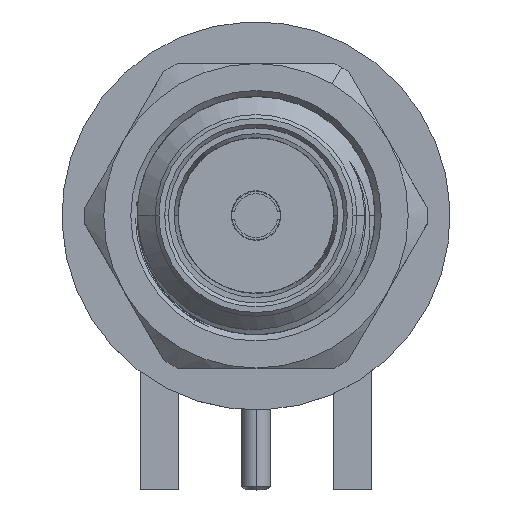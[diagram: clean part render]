
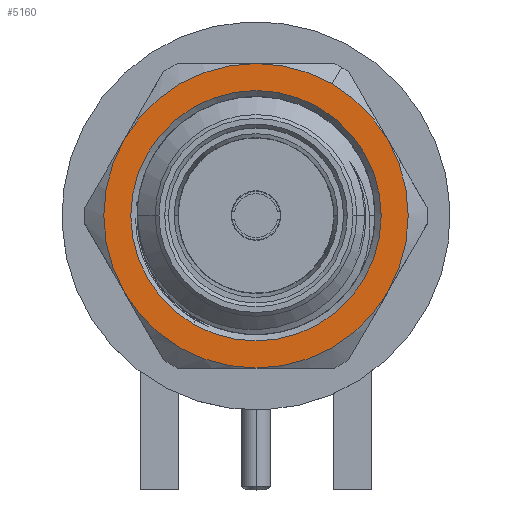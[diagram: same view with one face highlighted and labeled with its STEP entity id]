
A CAD part, top view. The second image highlights one B-rep face of the part: STEP entity #5160.
In plain terms, the highlighted planar face has unit normal (0, 0, 1).
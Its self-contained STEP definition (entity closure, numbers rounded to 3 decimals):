
#307 = EDGE_CURVE ( 'NONE', #12901, #20967, #406, .T. ) ;
#406 = CIRCLE ( 'NONE', #16008, 4. ) ;
#577 = DIRECTION ( 'NONE',  ( -0.5, -0.866, 0. ) ) ;
#910 = DIRECTION ( 'NONE',  ( 0., 0., -1. ) ) ;
#1519 = VERTEX_POINT ( 'NONE', #14261 ) ;
#1615 = DIRECTION ( 'NONE',  ( 0.5, 0.866, 0. ) ) ;
#1738 = DIRECTION ( 'NONE',  ( 0.5, 0.866, 0. ) ) ;
#1774 = CARTESIAN_POINT ( 'NONE',  ( -3.464, 2., 16.095 ) ) ;
#2463 = AXIS2_PLACEMENT_3D ( 'NONE', #14024, #910, #12353 ) ;
#2504 = CIRCLE ( 'NONE', #14923, 4. ) ;
#2693 = ORIENTED_EDGE ( 'NONE', *, *, #307, .F. ) ;
#3012 = AXIS2_PLACEMENT_3D ( 'NONE', #14855, #18167, #14421 ) ;
#3031 = ORIENTED_EDGE ( 'NONE', *, *, #8877, .T. ) ;
#3605 = CARTESIAN_POINT ( 'NONE',  ( 0., 0., 16.095 ) ) ;
#3650 = DIRECTION ( 'NONE',  ( 0., 0., -1. ) ) ;
#3923 = CARTESIAN_POINT ( 'NONE',  ( 0., 0., 16.095 ) ) ;
#4002 = VERTEX_POINT ( 'NONE', #15480 ) ;
#4126 = CARTESIAN_POINT ( 'NONE',  ( 2., 3.464, 16.095 ) ) ;
#4400 = CIRCLE ( 'NONE', #15750, 4. ) ;
#4500 = CARTESIAN_POINT ( 'NONE',  ( 3.464, -2., 16.095 ) ) ;
#4953 = AXIS2_PLACEMENT_3D ( 'NONE', #3923, #10689, #577 ) ;
#5144 = EDGE_CURVE ( 'NONE', #10799, #12901, #12025, .T. ) ;
#5160 = ADVANCED_FACE ( 'NONE', ( #9020, #7678 ), #17774, .T. ) ;
#5425 = DIRECTION ( 'NONE',  ( 0., 0., -1. ) ) ;
#5451 = DIRECTION ( 'NONE',  ( 0.5, 0.866, 0. ) ) ;
#5495 = ORIENTED_EDGE ( 'NONE', *, *, #5144, .F. ) ;
#5863 = DIRECTION ( 'NONE',  ( 0.5, 0.866, 0. ) ) ;
#5864 = CARTESIAN_POINT ( 'NONE',  ( 3.464, 2., 16.095 ) ) ;
#6144 = ORIENTED_EDGE ( 'NONE', *, *, #16914, .F. ) ;
#6400 = AXIS2_PLACEMENT_3D ( 'NONE', #14734, #21043, #14506 ) ;
#6816 = VERTEX_POINT ( 'NONE', #1774 ) ;
#7522 = AXIS2_PLACEMENT_3D ( 'NONE', #18705, #12047, #1615 ) ;
#7568 = DIRECTION ( 'NONE',  ( 0.5, 0.866, 0. ) ) ;
#7678 = FACE_OUTER_BOUND ( 'NONE', #16402, .T. ) ;
#8877 = EDGE_CURVE ( 'NONE', #9998, #1519, #16487, .T. ) ;
#9020 = FACE_BOUND ( 'NONE', #18876, .T. ) ;
#9558 = CIRCLE ( 'NONE', #10681, 4. ) ;
#9662 = ORIENTED_EDGE ( 'NONE', *, *, #14089, .F. ) ;
#9665 = ORIENTED_EDGE ( 'NONE', *, *, #18285, .F. ) ;
#9998 = VERTEX_POINT ( 'NONE', #13902 ) ;
#10289 = ORIENTED_EDGE ( 'NONE', *, *, #11056, .F. ) ;
#10675 = DIRECTION ( 'NONE',  ( 0., 0., -1. ) ) ;
#10681 = AXIS2_PLACEMENT_3D ( 'NONE', #12861, #19627, #1738 ) ;
#10689 = DIRECTION ( 'NONE',  ( 0., 0., 1. ) ) ;
#10799 = VERTEX_POINT ( 'NONE', #5864 ) ;
#10902 = VERTEX_POINT ( 'NONE', #4126 ) ;
#10929 = DIRECTION ( 'NONE',  ( -0.5, -0.866, 0. ) ) ;
#11056 = EDGE_CURVE ( 'NONE', #6816, #17867, #4400, .T. ) ;
#12025 = CIRCLE ( 'NONE', #2463, 4. ) ;
#12047 = DIRECTION ( 'NONE',  ( 0., 0., -1. ) ) ;
#12353 = DIRECTION ( 'NONE',  ( 0.5, 0.866, 0. ) ) ;
#12708 = DIRECTION ( 'NONE',  ( 0., 0., -1. ) ) ;
#12861 = CARTESIAN_POINT ( 'NONE',  ( 0., 0., 16.095 ) ) ;
#12872 = CARTESIAN_POINT ( 'NONE',  ( 0., -4., 16.095 ) ) ;
#12901 = VERTEX_POINT ( 'NONE', #4500 ) ;
#13157 = CIRCLE ( 'NONE', #17753, 3.29 ) ;
#13510 = ORIENTED_EDGE ( 'NONE', *, *, #14302, .T. ) ;
#13842 = CARTESIAN_POINT ( 'NONE',  ( 0., 0., 16.095 ) ) ;
#13902 = CARTESIAN_POINT ( 'NONE',  ( -1.645, -2.849, 16.095 ) ) ;
#14024 = CARTESIAN_POINT ( 'NONE',  ( 0., 0., 16.095 ) ) ;
#14089 = EDGE_CURVE ( 'NONE', #17867, #10902, #18868, .T. ) ;
#14261 = CARTESIAN_POINT ( 'NONE',  ( 1.645, 2.849, 16.095 ) ) ;
#14302 = EDGE_CURVE ( 'NONE', #1519, #9998, #13157, .T. ) ;
#14421 = DIRECTION ( 'NONE',  ( -0.5, -0.866, 0. ) ) ;
#14506 = DIRECTION ( 'NONE',  ( 0.5, 0.866, 0. ) ) ;
#14734 = CARTESIAN_POINT ( 'NONE',  ( 0., 0., 16.095 ) ) ;
#14855 = CARTESIAN_POINT ( 'NONE',  ( 0., 0., 16.095 ) ) ;
#14923 = AXIS2_PLACEMENT_3D ( 'NONE', #18021, #12708, #5863 ) ;
#15186 = CARTESIAN_POINT ( 'NONE',  ( 0., 4., 16.095 ) ) ;
#15480 = CARTESIAN_POINT ( 'NONE',  ( -3.464, -2., 16.095 ) ) ;
#15750 = AXIS2_PLACEMENT_3D ( 'NONE', #3605, #10675, #7568 ) ;
#16008 = AXIS2_PLACEMENT_3D ( 'NONE', #20733, #3650, #5451 ) ;
#16402 = EDGE_LOOP ( 'NONE', ( #6144, #9665, #2693, #5495, #16572, #9662, #10289 ) ) ;
#16487 = CIRCLE ( 'NONE', #3012, 3.29 ) ;
#16572 = ORIENTED_EDGE ( 'NONE', *, *, #17837, .F. ) ;
#16914 = EDGE_CURVE ( 'NONE', #4002, #6816, #2504, .T. ) ;
#17009 = CIRCLE ( 'NONE', #6400, 4. ) ;
#17753 = AXIS2_PLACEMENT_3D ( 'NONE', #13842, #5425, #10929 ) ;
#17774 = PLANE ( 'NONE',  #4953 ) ;
#17837 = EDGE_CURVE ( 'NONE', #10902, #10799, #9558, .T. ) ;
#17867 = VERTEX_POINT ( 'NONE', #15186 ) ;
#18021 = CARTESIAN_POINT ( 'NONE',  ( 0., 0., 16.095 ) ) ;
#18167 = DIRECTION ( 'NONE',  ( 0., 0., -1. ) ) ;
#18285 = EDGE_CURVE ( 'NONE', #20967, #4002, #17009, .T. ) ;
#18705 = CARTESIAN_POINT ( 'NONE',  ( 0., 0., 16.095 ) ) ;
#18868 = CIRCLE ( 'NONE', #7522, 4. ) ;
#18876 = EDGE_LOOP ( 'NONE', ( #3031, #13510 ) ) ;
#19627 = DIRECTION ( 'NONE',  ( 0., 0., -1. ) ) ;
#20733 = CARTESIAN_POINT ( 'NONE',  ( 0., 0., 16.095 ) ) ;
#20967 = VERTEX_POINT ( 'NONE', #12872 ) ;
#21043 = DIRECTION ( 'NONE',  ( 0., 0., -1. ) ) ;
